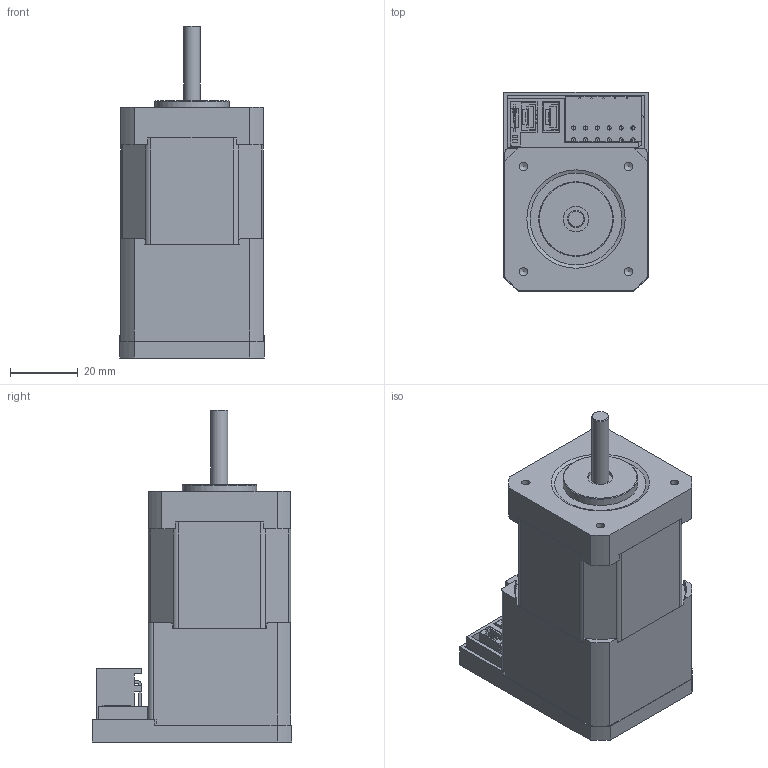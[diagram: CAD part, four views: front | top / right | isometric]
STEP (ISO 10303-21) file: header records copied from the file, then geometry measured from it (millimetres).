
FILE_DESCRIPTION(/* description */ (''),/* implementation_level */ '2;1');
FILE_NAME(/* name */ 'PD2-C4118L1804-E-08.stp',/* time_stamp */ '2016-06-01T09:56:28+02:00',/* author */ ('schneid_cad'),/* organization */ (''),/* preprocessor_version */ 'ST-DEVELOPER v16.1',/* originating_system */ 'Autodesk Inventor 2016',/* authorisation */ '');
FILE_SCHEMA (('AUTOMOTIVE_DESIGN { 1 0 10303 214 3 1 1 }'));
Products named in the file (1): PD2-C4118L1804-E-08
Bounding box: 42.5 x 58.7 x 97.9 mm (x, y, z)
Volume: 94456.1 mm3; surface area: 44362.9 mm2
Topology: 23 solids, 23 shells, 2251 faces, 6093 edges, 3979 vertices
Faces by surface type: plane 1638, cylinder 418, cone 96, bspline 67, torus 28, sphere 4
Full cylindrical faces by diameter (mm): 0.457 x1, 0.6 x1, 1.2 x12, 1.6 x10, 2 x2, 2.013 x11, 2.208 x4, 2.459 x4, 2.5 x4, 2.9 x4, 3.2 x1, 3.3 x1, 3.4 x4, 4.7 x4, 5 x2, 6 x4, 6.05 x1, 6.15 x1, 7.5 x1, 9.2 x1, 12 x1, 16 x1, 21.95 x1, 22 x1
Entity records: 74028 total; most frequent: CARTESIAN_POINT 15386, ORIENTED_EDGE 11890, DIRECTION 11141, EDGE_CURVE 5945, LINE 4525, VECTOR 4525, VERTEX_POINT 3942, AXIS2_PLACEMENT_3D 3308
